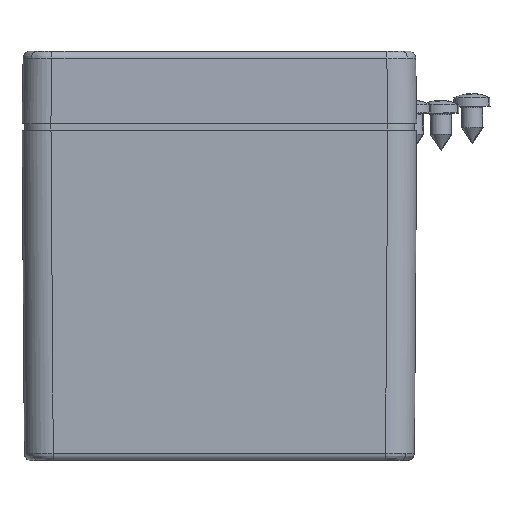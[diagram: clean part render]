
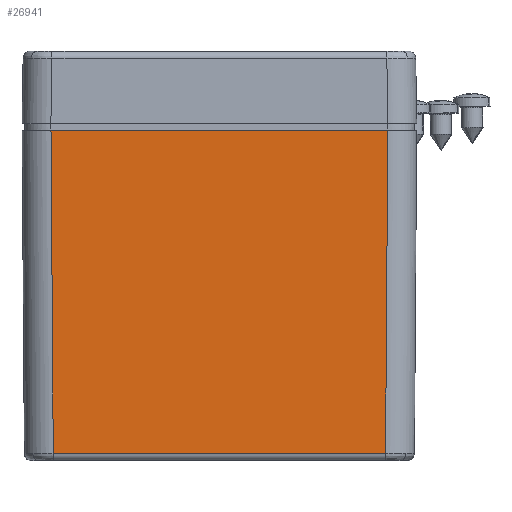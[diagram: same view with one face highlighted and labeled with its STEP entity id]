
A CAD part, top view. The second image highlights one B-rep face of the part: STEP entity #26941.
In plain terms, the highlighted planar face has unit normal (0, -0.007, 1).
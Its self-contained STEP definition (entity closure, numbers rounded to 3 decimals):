
#21727 = VERTEX_POINT('',#21728);
#21728 = CARTESIAN_POINT('',(-34.511,-70.01,
    39.511));
#26414 = VERTEX_POINT('',#26415);
#26415 = CARTESIAN_POINT('',(-34.979,-3.,39.979));
#26424 = EDGE_CURVE('',#26425,#26414,#26427,.T.);
#26425 = VERTEX_POINT('',#26426);
#26426 = CARTESIAN_POINT('',(34.979,-3.,39.979));
#26427 = LINE('',#26428,#26429);
#26428 = CARTESIAN_POINT('',(-41.,-3.,39.979));
#26429 = VECTOR('',#26430,1.);
#26430 = DIRECTION('',(-1.,0.,0.));
#26815 = VERTEX_POINT('',#26816);
#26816 = CARTESIAN_POINT('',(34.511,-70.01,
    39.511));
#26870 = EDGE_CURVE('',#21727,#26815,#26871,.T.);
#26871 = LINE('',#26872,#26873);
#26872 = CARTESIAN_POINT('',(-41.,-70.01,39.511));
#26873 = VECTOR('',#26874,1.);
#26874 = DIRECTION('',(1.,0.,0.));
#26941 = ADVANCED_FACE('',(#26942),#26958,.T.);
#26942 = FACE_BOUND('',#26943,.T.);
#26943 = EDGE_LOOP('',(#26944,#26950,#26951,#26957));
#26944 = ORIENTED_EDGE('',*,*,#26945,.T.);
#26945 = EDGE_CURVE('',#26815,#26425,#26946,.T.);
#26946 = LINE('',#26947,#26948);
#26947 = CARTESIAN_POINT('',(34.996,-0.531,
    39.996));
#26948 = VECTOR('',#26949,1.);
#26949 = DIRECTION('',(0.007,1.,
    0.007));
#26950 = ORIENTED_EDGE('',*,*,#26424,.T.);
#26951 = ORIENTED_EDGE('',*,*,#26952,.T.);
#26952 = EDGE_CURVE('',#26414,#21727,#26953,.T.);
#26953 = LINE('',#26954,#26955);
#26954 = CARTESIAN_POINT('',(-35.,0.042,
    40.));
#26955 = VECTOR('',#26956,1.);
#26956 = DIRECTION('',(0.007,-1.,
    -0.007));
#26957 = ORIENTED_EDGE('',*,*,#26870,.T.);
#26958 = PLANE('',#26959);
#26959 = AXIS2_PLACEMENT_3D('',#26960,#26961,#26962);
#26960 = CARTESIAN_POINT('',(-41.,0.,40.));
#26961 = DIRECTION('',(0.,-0.007,1.));
#26962 = DIRECTION('',(0.,-1.,-0.007));
